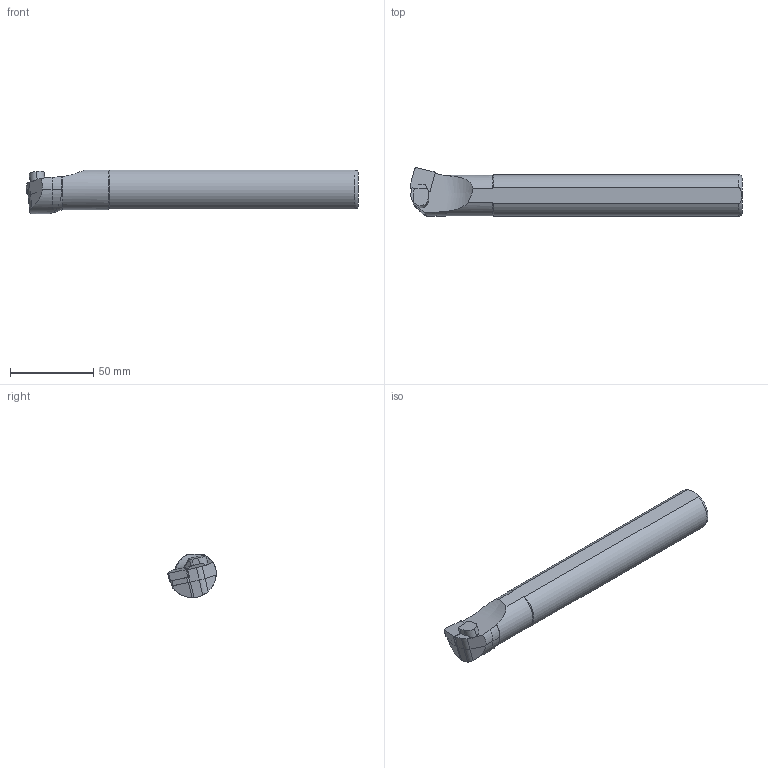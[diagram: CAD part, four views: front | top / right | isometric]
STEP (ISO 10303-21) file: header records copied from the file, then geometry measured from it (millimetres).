
FILE_DESCRIPTION(/* description */ (''),/* implementation_level */ '2;1');
FILE_NAME(/* name */ 'A25R-PSKNL-12C.stp',/* time_stamp */ '2023-10-19T10:15:41+03:00',/* author */ (''),/* organization */ (''),/* preprocessor_version */ 'ST-DEVELOPER v19.4',/* originating_system */ 'SIEMENS PLM Software NX2306.3001',/* authorisation */ '');
FILE_SCHEMA (('AUTOMOTIVE_DESIGN { 1 0 10303 214 3 1 1 1 }'));
Length unit declared in the file: millimetre
Products named in the file (1): A25R-PSKNR-12C
Bounding box: 199.78 x 29.34 x 26 mm (x, y, z)
Volume: 91848.3 mm3; surface area: 17018.3 mm2
Topology: 2 solids, 2 shells, 74 faces, 201 edges, 131 vertices
Faces by surface type: plane 39, cylinder 29, cone 4, bspline 1, torus 1
Entity records: 2779 total; most frequent: CARTESIAN_POINT 837, ORIENTED_EDGE 398, DIRECTION 373, EDGE_CURVE 199, AXIS2_PLACEMENT_3D 136, VERTEX_POINT 130, LINE 101, VECTOR 101
